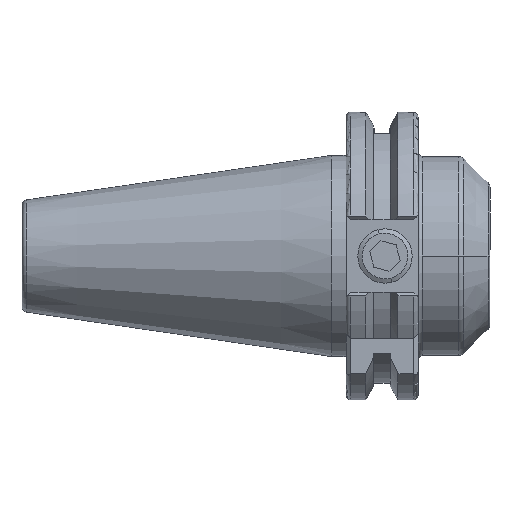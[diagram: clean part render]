
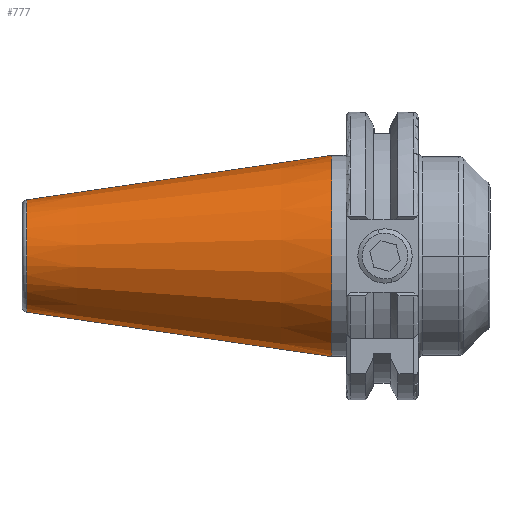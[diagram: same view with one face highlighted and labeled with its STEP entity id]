
A CAD part, front view. The second image highlights one B-rep face of the part: STEP entity #777.
In plain terms, the highlighted conical face has half-angle 8.297 degrees and reference radius 22.225 mm.
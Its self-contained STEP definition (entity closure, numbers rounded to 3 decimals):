
#8 = DIRECTION ( 'NONE',  ( -1., 0., 0. ) ) ;
#317 = VECTOR ( 'NONE', #343, 1000. ) ;
#343 = DIRECTION ( 'NONE',  ( 0.99, 0.144, 0. ) ) ;
#359 = CARTESIAN_POINT ( 'NONE',  ( -3.175, 0., 0. ) ) ;
#511 = EDGE_CURVE ( 'NONE', #6051, #5795, #6474, .T. ) ;
#537 = DIRECTION ( 'NONE',  ( -1., 0., 0. ) ) ;
#777 = ADVANCED_FACE ( 'NONE', ( #3611 ), #1767, .T. ) ;
#886 = VERTEX_POINT ( 'NONE', #4227 ) ;
#942 = DIRECTION ( 'NONE',  ( 0.99, -0.144, 0. ) ) ;
#1295 = AXIS2_PLACEMENT_3D ( 'NONE', #4349, #537, #4378 ) ;
#1527 = EDGE_CURVE ( 'NONE', #6051, #3004, #6818, .T. ) ;
#1607 = ORIENTED_EDGE ( 'NONE', *, *, #511, .F. ) ;
#1767 = CONICAL_SURFACE ( 'NONE', #5395, 22.225, 0.145 ) ;
#1928 = EDGE_CURVE ( 'NONE', #3004, #886, #5674, .T. ) ;
#2375 = DIRECTION ( 'NONE',  ( 0., 1., 0. ) ) ;
#2644 = AXIS2_PLACEMENT_3D ( 'NONE', #6661, #8, #3900 ) ;
#3004 = VERTEX_POINT ( 'NONE', #4607 ) ;
#3055 = EDGE_LOOP ( 'NONE', ( #1607, #4880, #3135, #4137 ) ) ;
#3135 = ORIENTED_EDGE ( 'NONE', *, *, #1928, .T. ) ;
#3611 = FACE_OUTER_BOUND ( 'NONE', #3055, .T. ) ;
#3900 = DIRECTION ( 'NONE',  ( 0., -1., 0. ) ) ;
#4137 = ORIENTED_EDGE ( 'NONE', *, *, #5351, .F. ) ;
#4227 = CARTESIAN_POINT ( 'NONE',  ( -3.175, 22.225, 0. ) ) ;
#4349 = CARTESIAN_POINT ( 'NONE',  ( -3.175, 0., 0. ) ) ;
#4378 = DIRECTION ( 'NONE',  ( 0., -1., 0. ) ) ;
#4607 = CARTESIAN_POINT ( 'NONE',  ( -3.175, -22.225, 0. ) ) ;
#4739 = LINE ( 'NONE', #7010, #317 ) ;
#4880 = ORIENTED_EDGE ( 'NONE', *, *, #1527, .T. ) ;
#5181 = CARTESIAN_POINT ( 'NONE',  ( -70.573, -12.396, 0. ) ) ;
#5317 = VECTOR ( 'NONE', #942, 1000. ) ;
#5351 = EDGE_CURVE ( 'NONE', #5795, #886, #4739, .T. ) ;
#5357 = CARTESIAN_POINT ( 'NONE',  ( -3.175, -22.225, 0. ) ) ;
#5395 = AXIS2_PLACEMENT_3D ( 'NONE', #359, #5441, #2375 ) ;
#5441 = DIRECTION ( 'NONE',  ( 1., 0., 0. ) ) ;
#5674 = CIRCLE ( 'NONE', #1295, 22.225 ) ;
#5795 = VERTEX_POINT ( 'NONE', #6859 ) ;
#6051 = VERTEX_POINT ( 'NONE', #5181 ) ;
#6474 = CIRCLE ( 'NONE', #2644, 12.396 ) ;
#6661 = CARTESIAN_POINT ( 'NONE',  ( -70.573, 0., 0. ) ) ;
#6818 = LINE ( 'NONE', #5357, #5317 ) ;
#6859 = CARTESIAN_POINT ( 'NONE',  ( -70.573, 12.396, 0. ) ) ;
#7010 = CARTESIAN_POINT ( 'NONE',  ( -3.175, 22.225, 0. ) ) ;
